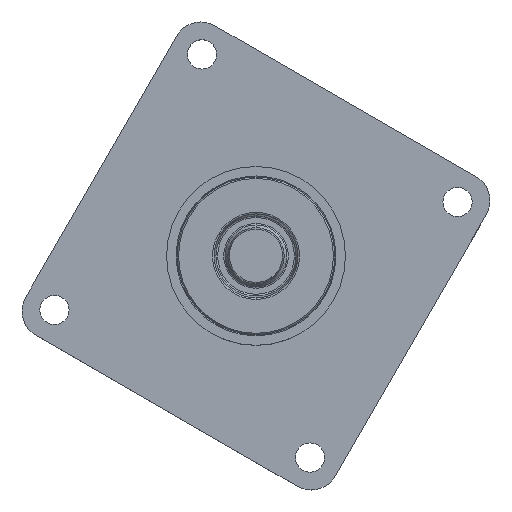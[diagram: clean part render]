
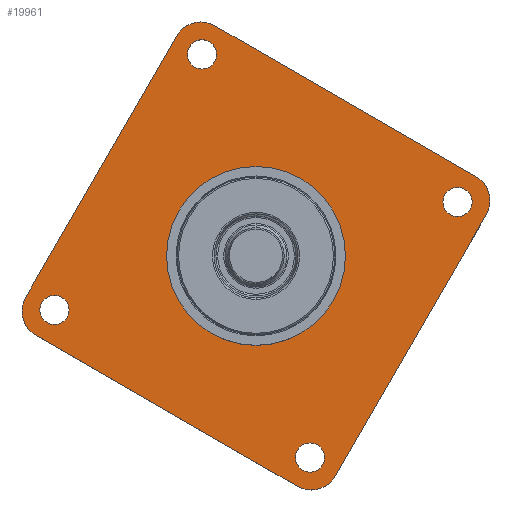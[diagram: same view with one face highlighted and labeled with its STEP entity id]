
A CAD part, top view. The second image highlights one B-rep face of the part: STEP entity #19961.
In plain terms, the highlighted planar face has unit normal (0, 0, 1).
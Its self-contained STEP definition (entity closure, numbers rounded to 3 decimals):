
#11=CARTESIAN_POINT('',(0.,0.,22.5));
#12=DIRECTION('',(0.,0.,-1.));
#13=DIRECTION('',(0.,1.,0.));
#14=AXIS2_PLACEMENT_3D('',#11,#12,#13);
#20=CARTESIAN_POINT('',(0.,0.,22.5));
#21=DIRECTION('',(0.,0.,1.));
#22=DIRECTION('',(0.,1.,0.));
#23=AXIS2_PLACEMENT_3D('',#20,#21,#22);
#29=DIRECTION('',(0.5,0.866,0.));
#30=VECTOR('',#29,53.5);
#31=CARTESIAN_POINT('',(-40.871,-7.291,22.5));
#32=LINE('',#31,#30);
#33=CARTESIAN_POINT('',(-9.791,36.541,22.5));
#34=DIRECTION('',(0.,0.,1.));
#35=DIRECTION('',(0.5,0.866,0.));
#36=AXIS2_PLACEMENT_3D('',#33,#34,#35);
#38=DIRECTION('',(0.866,-0.5,0.));
#39=VECTOR('',#38,53.5);
#40=CARTESIAN_POINT('',(-7.291,40.871,22.5));
#41=LINE('',#40,#39);
#42=CARTESIAN_POINT('',(36.541,9.791,22.5));
#43=DIRECTION('',(0.,0.,1.));
#44=DIRECTION('',(0.866,-0.5,0.));
#45=AXIS2_PLACEMENT_3D('',#42,#43,#44);
#47=DIRECTION('',(-0.5,-0.866,0.));
#48=VECTOR('',#47,53.5);
#49=CARTESIAN_POINT('',(40.871,7.291,22.5));
#50=LINE('',#49,#48);
#51=CARTESIAN_POINT('',(9.791,-36.541,22.5));
#52=DIRECTION('',(0.,0.,1.));
#53=DIRECTION('',(-0.5,-0.866,0.));
#54=AXIS2_PLACEMENT_3D('',#51,#52,#53);
#56=DIRECTION('',(-0.866,0.5,0.));
#57=VECTOR('',#56,53.5);
#58=CARTESIAN_POINT('',(7.291,-40.871,22.5));
#59=LINE('',#58,#57);
#60=CARTESIAN_POINT('',(-36.541,-9.791,22.5));
#61=DIRECTION('',(0.,0.,1.));
#62=DIRECTION('',(-0.866,0.5,0.));
#63=AXIS2_PLACEMENT_3D('',#60,#61,#62);
#65=CARTESIAN_POINT('',(9.59,-35.79,22.5));
#66=DIRECTION('',(0.,0.,-1.));
#67=DIRECTION('',(0.,-1.,0.));
#68=AXIS2_PLACEMENT_3D('',#65,#66,#67);
#70=CARTESIAN_POINT('',(9.59,-35.79,22.5));
#71=DIRECTION('',(0.,0.,-1.));
#72=DIRECTION('',(0.,1.,0.));
#73=AXIS2_PLACEMENT_3D('',#70,#71,#72);
#75=CARTESIAN_POINT('',(-35.79,-9.59,22.5));
#76=DIRECTION('',(0.,0.,-1.));
#77=DIRECTION('',(0.,-1.,0.));
#78=AXIS2_PLACEMENT_3D('',#75,#76,#77);
#80=CARTESIAN_POINT('',(-35.79,-9.59,22.5));
#81=DIRECTION('',(0.,0.,-1.));
#82=DIRECTION('',(0.,1.,0.));
#83=AXIS2_PLACEMENT_3D('',#80,#81,#82);
#85=CARTESIAN_POINT('',(35.79,9.59,22.5));
#86=DIRECTION('',(0.,0.,-1.));
#87=DIRECTION('',(0.,-1.,0.));
#88=AXIS2_PLACEMENT_3D('',#85,#86,#87);
#90=CARTESIAN_POINT('',(35.79,9.59,22.5));
#91=DIRECTION('',(0.,0.,-1.));
#92=DIRECTION('',(0.,1.,0.));
#93=AXIS2_PLACEMENT_3D('',#90,#91,#92);
#95=CARTESIAN_POINT('',(-9.59,35.79,22.5));
#96=DIRECTION('',(0.,0.,-1.));
#97=DIRECTION('',(0.,-1.,0.));
#98=AXIS2_PLACEMENT_3D('',#95,#96,#97);
#100=CARTESIAN_POINT('',(-9.59,35.79,22.5));
#101=DIRECTION('',(0.,0.,-1.));
#102=DIRECTION('',(0.,1.,0.));
#103=AXIS2_PLACEMENT_3D('',#100,#101,#102);
#16695=CARTESIAN_POINT('',(-40.871,-7.291,22.5));
#16697=VERTEX_POINT('',#16695);
#16699=CARTESIAN_POINT('',(-14.121,39.041,22.5));
#16701=VERTEX_POINT('',#16699);
#16703=CARTESIAN_POINT('',(-7.291,40.871,22.5));
#16705=VERTEX_POINT('',#16703);
#16707=CARTESIAN_POINT('',(39.041,14.121,22.5));
#16709=VERTEX_POINT('',#16707);
#16711=CARTESIAN_POINT('',(40.871,7.291,22.5));
#16713=VERTEX_POINT('',#16711);
#16715=CARTESIAN_POINT('',(14.121,-39.041,22.5));
#16717=VERTEX_POINT('',#16715);
#16719=CARTESIAN_POINT('',(7.291,-40.871,22.5));
#16721=VERTEX_POINT('',#16719);
#16723=CARTESIAN_POINT('',(-39.041,-14.121,22.5));
#16725=VERTEX_POINT('',#16723);
#16727=CARTESIAN_POINT('',(0.,15.875,22.5));
#16728=CARTESIAN_POINT('',(0.,-15.875,22.5));
#16729=VERTEX_POINT('',#16727);
#16730=VERTEX_POINT('',#16728);
#16735=CARTESIAN_POINT('',(-9.59,33.19,22.5));
#16736=CARTESIAN_POINT('',(-9.59,38.39,22.5));
#16737=VERTEX_POINT('',#16735);
#16738=VERTEX_POINT('',#16736);
#16743=CARTESIAN_POINT('',(35.79,6.99,22.5));
#16744=CARTESIAN_POINT('',(35.79,12.19,22.5));
#16745=VERTEX_POINT('',#16743);
#16746=VERTEX_POINT('',#16744);
#16751=CARTESIAN_POINT('',(-35.79,-12.19,22.5));
#16752=CARTESIAN_POINT('',(-35.79,-6.99,22.5));
#16753=VERTEX_POINT('',#16751);
#16754=VERTEX_POINT('',#16752);
#16759=CARTESIAN_POINT('',(9.59,-38.39,22.5));
#16760=CARTESIAN_POINT('',(9.59,-33.19,22.5));
#16761=VERTEX_POINT('',#16759);
#16762=VERTEX_POINT('',#16760);
#19910=CARTESIAN_POINT('',(0.,0.,22.5));
#19911=DIRECTION('',(0.,0.,-1.));
#19912=DIRECTION('',(0.,1.,0.));
#19913=AXIS2_PLACEMENT_3D('',#19910,#19911,#19912);
#19914=PLANE('',#19913);
#19916=ORIENTED_EDGE('',*,*,#19915,.T.);
#19918=ORIENTED_EDGE('',*,*,#19917,.F.);
#19920=ORIENTED_EDGE('',*,*,#19919,.T.);
#19922=ORIENTED_EDGE('',*,*,#19921,.F.);
#19924=ORIENTED_EDGE('',*,*,#19923,.T.);
#19926=ORIENTED_EDGE('',*,*,#19925,.F.);
#19928=ORIENTED_EDGE('',*,*,#19927,.T.);
#19930=ORIENTED_EDGE('',*,*,#19929,.F.);
#19931=EDGE_LOOP('',(#19916,#19918,#19920,#19922,#19924,#19926,#19928,#19930));
#19932=FACE_OUTER_BOUND('',#19931,.F.);
#19934=ORIENTED_EDGE('',*,*,#19933,.F.);
#19936=ORIENTED_EDGE('',*,*,#19935,.F.);
#19937=EDGE_LOOP('',(#19934,#19936));
#19938=FACE_BOUND('',#19937,.F.);
#19940=ORIENTED_EDGE('',*,*,#19939,.F.);
#19942=ORIENTED_EDGE('',*,*,#19941,.F.);
#19943=EDGE_LOOP('',(#19940,#19942));
#19944=FACE_BOUND('',#19943,.F.);
#19946=ORIENTED_EDGE('',*,*,#19945,.F.);
#19948=ORIENTED_EDGE('',*,*,#19947,.F.);
#19949=EDGE_LOOP('',(#19946,#19948));
#19950=FACE_BOUND('',#19949,.F.);
#19951=ORIENTED_EDGE('',*,*,#19904,.T.);
#19952=ORIENTED_EDGE('',*,*,#19890,.F.);
#19953=EDGE_LOOP('',(#19951,#19952));
#19954=FACE_BOUND('',#19953,.F.);
#19956=ORIENTED_EDGE('',*,*,#19955,.F.);
#19958=ORIENTED_EDGE('',*,*,#19957,.F.);
#19959=EDGE_LOOP('',(#19956,#19958));
#19960=FACE_BOUND('',#19959,.F.);
#15=CIRCLE('',#14,15.875);
#24=CIRCLE('',#23,15.875);
#37=CIRCLE('',#36,5.);
#46=CIRCLE('',#45,5.);
#55=CIRCLE('',#54,5.);
#64=CIRCLE('',#63,5.);
#69=CIRCLE('',#68,2.6);
#74=CIRCLE('',#73,2.6);
#79=CIRCLE('',#78,2.6);
#84=CIRCLE('',#83,2.6);
#89=CIRCLE('',#88,2.6);
#94=CIRCLE('',#93,2.6);
#99=CIRCLE('',#98,2.6);
#104=CIRCLE('',#103,2.6);
#19890=EDGE_CURVE('',#16729,#16730,#15,.T.);
#19904=EDGE_CURVE('',#16729,#16730,#24,.T.);
#19915=EDGE_CURVE('',#16697,#16701,#32,.T.);
#19917=EDGE_CURVE('',#16705,#16701,#37,.T.);
#19919=EDGE_CURVE('',#16705,#16709,#41,.T.);
#19921=EDGE_CURVE('',#16713,#16709,#46,.T.);
#19923=EDGE_CURVE('',#16713,#16717,#50,.T.);
#19925=EDGE_CURVE('',#16721,#16717,#55,.T.);
#19927=EDGE_CURVE('',#16721,#16725,#59,.T.);
#19929=EDGE_CURVE('',#16697,#16725,#64,.T.);
#19933=EDGE_CURVE('',#16761,#16762,#69,.T.);
#19935=EDGE_CURVE('',#16762,#16761,#74,.T.);
#19939=EDGE_CURVE('',#16753,#16754,#79,.T.);
#19941=EDGE_CURVE('',#16754,#16753,#84,.T.);
#19945=EDGE_CURVE('',#16745,#16746,#89,.T.);
#19947=EDGE_CURVE('',#16746,#16745,#94,.T.);
#19955=EDGE_CURVE('',#16737,#16738,#99,.T.);
#19957=EDGE_CURVE('',#16738,#16737,#104,.T.);
#19961=ADVANCED_FACE('',(#19932,#19938,#19944,#19950,#19954,#19960),#19914,.F.);
